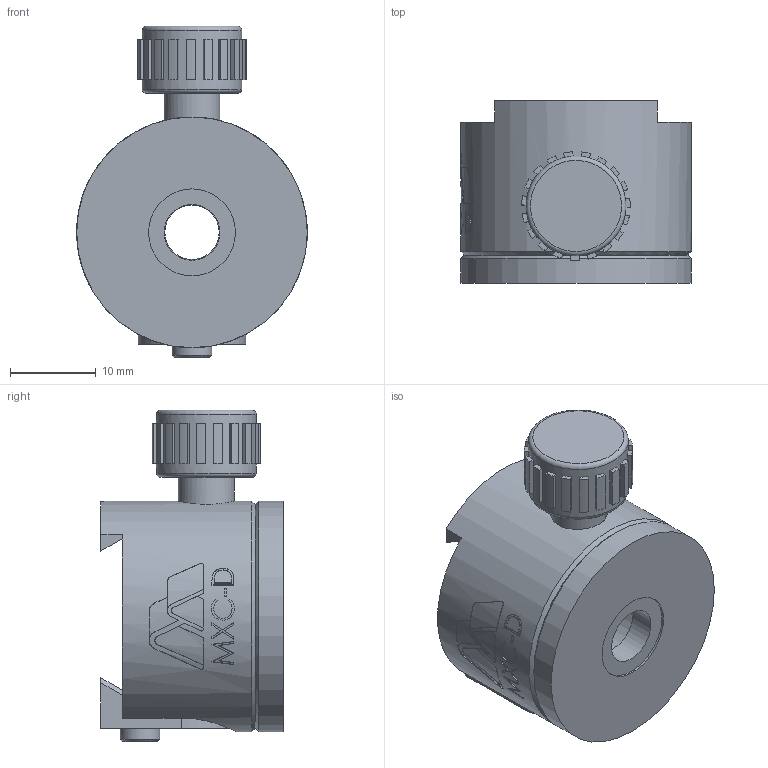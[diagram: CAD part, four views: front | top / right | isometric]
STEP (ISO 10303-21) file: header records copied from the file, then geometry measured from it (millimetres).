
FILE_DESCRIPTION (( 'STEP AP203' ), '1' );
FILE_NAME ('14360000E_step.STEP', '2018-10-26T17:12:13', ( '' ), ( '' ), 'SwSTEP 2.0', 'SolidWorks 2016', '' );
FILE_SCHEMA (( 'CONFIG_CONTROL_DESIGN' ));
Length unit declared in the file: inch
Products named in the file (1): 14360000E_step
Bounding box: 26.97 x 21.34 x 38.8 mm (x, y, z)
Volume: 10897.4 mm3; surface area: 4296.7 mm2
Topology: 1 solids, 1 shells, 425 faces, 1145 edges, 757 vertices
Faces by surface type: bspline 225, plane 134, cylinder 52, cone 12, torus 2
Full cylindrical faces by diameter (mm): 2.388 x1, 4.648 x1, 4.775 x1, 6.35 x1, 6.528 x1, 6.541 x1, 10.16 x2, 11.684 x1, 26.975 x2
Entity records: 16984 total; most frequent: CARTESIAN_POINT 8319, ORIENTED_EDGE 2238, EDGE_CURVE 1119, DIRECTION 959, VERTEX_POINT 748, B_SPLINE_CURVE_WITH_KNOTS 721, EDGE_LOOP 479, FACE_OUTER_BOUND 438
